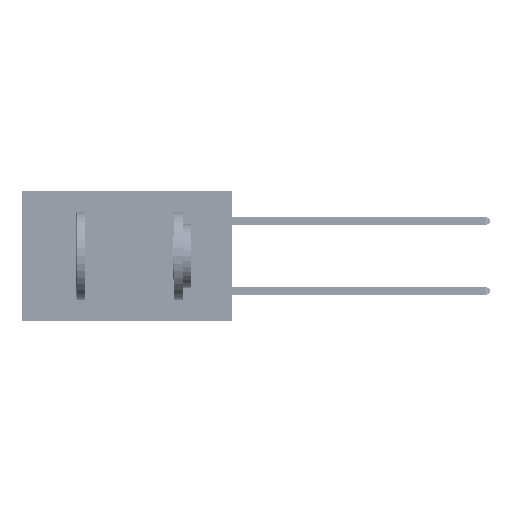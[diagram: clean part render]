
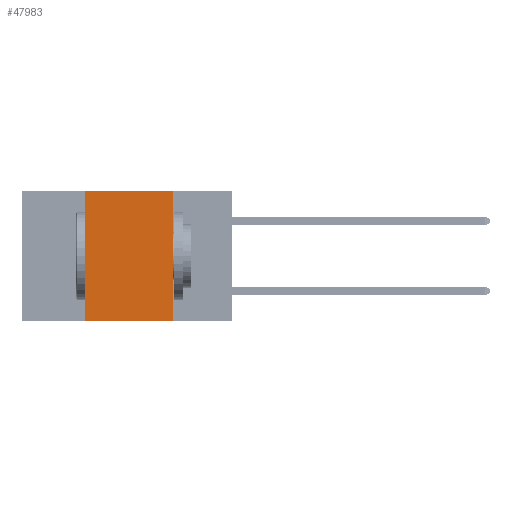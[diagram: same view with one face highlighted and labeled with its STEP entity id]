
A CAD part, left-side view. The second image highlights one B-rep face of the part: STEP entity #47983.
In plain terms, the highlighted planar face has unit normal (-1, 0, 0).
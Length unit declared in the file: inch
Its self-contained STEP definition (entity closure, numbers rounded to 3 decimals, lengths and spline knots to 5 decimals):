
#265 = AXIS2_PLACEMENT_3D ( 'NONE', #988, #8653, #43250 ) ;
#988 = CARTESIAN_POINT ( 'NONE',  ( 0., 0.6, 0. ) ) ;
#2794 = EDGE_CURVE ( 'NONE', #45184, #39858, #9205, .T. ) ;
#3125 = CARTESIAN_POINT ( 'NONE',  ( 0., 0.6, -0.37 ) ) ;
#6175 = CARTESIAN_POINT ( 'NONE',  ( 0., 0.42, -0.37 ) ) ;
#6739 = ORIENTED_EDGE ( 'NONE', *, *, #35921, .F. ) ;
#7528 = DIRECTION ( 'NONE',  ( 0., 0., -1. ) ) ;
#7745 = CARTESIAN_POINT ( 'NONE',  ( 0., 0.42, 0. ) ) ;
#7933 = CARTESIAN_POINT ( 'NONE',  ( 0., 0.6, 0. ) ) ;
#8653 = DIRECTION ( 'NONE',  ( 1., 0., 0. ) ) ;
#8964 = VECTOR ( 'NONE', #34846, 39.37008 ) ;
#9205 = LINE ( 'NONE', #12128, #49442 ) ;
#10809 = DIRECTION ( 'NONE',  ( 0., -1., 0. ) ) ;
#12128 = CARTESIAN_POINT ( 'NONE',  ( 0., 0.17, 0. ) ) ;
#13548 = VERTEX_POINT ( 'NONE', #7745 ) ;
#13891 = FACE_OUTER_BOUND ( 'NONE', #31884, .T. ) ;
#17290 = LINE ( 'NONE', #7933, #34981 ) ;
#18122 = EDGE_CURVE ( 'NONE', #13548, #45184, #17290, .T. ) ;
#27612 = ORIENTED_EDGE ( 'NONE', *, *, #38218, .T. ) ;
#28097 = PLANE ( 'NONE',  #265 ) ;
#29703 = LINE ( 'NONE', #35176, #8964 ) ;
#30624 = DIRECTION ( 'NONE',  ( 0., -1., 0. ) ) ;
#30989 = ORIENTED_EDGE ( 'NONE', *, *, #18122, .F. ) ;
#31884 = EDGE_LOOP ( 'NONE', ( #48765, #30989, #6739, #27612 ) ) ;
#33327 = CARTESIAN_POINT ( 'NONE',  ( 0., 0.17, -0.37 ) ) ;
#34417 = VERTEX_POINT ( 'NONE', #6175 ) ;
#34846 = DIRECTION ( 'NONE',  ( 0., 0., 1. ) ) ;
#34981 = VECTOR ( 'NONE', #30624, 39.37008 ) ;
#35176 = CARTESIAN_POINT ( 'NONE',  ( 0., 0.42, 0. ) ) ;
#35921 = EDGE_CURVE ( 'NONE', #34417, #13548, #29703, .T. ) ;
#38218 = EDGE_CURVE ( 'NONE', #34417, #39858, #43436, .T. ) ;
#39858 = VERTEX_POINT ( 'NONE', #33327 ) ;
#42229 = VECTOR ( 'NONE', #10809, 39.37008 ) ;
#43250 = DIRECTION ( 'NONE',  ( 0., 0., -1. ) ) ;
#43436 = LINE ( 'NONE', #3125, #42229 ) ;
#45184 = VERTEX_POINT ( 'NONE', #46358 ) ;
#46358 = CARTESIAN_POINT ( 'NONE',  ( 0., 0.17, 0. ) ) ;
#47983 = ADVANCED_FACE ( 'NONE', ( #13891 ), #28097, .F. ) ;
#48765 = ORIENTED_EDGE ( 'NONE', *, *, #2794, .F. ) ;
#49442 = VECTOR ( 'NONE', #7528, 39.37008 ) ;
